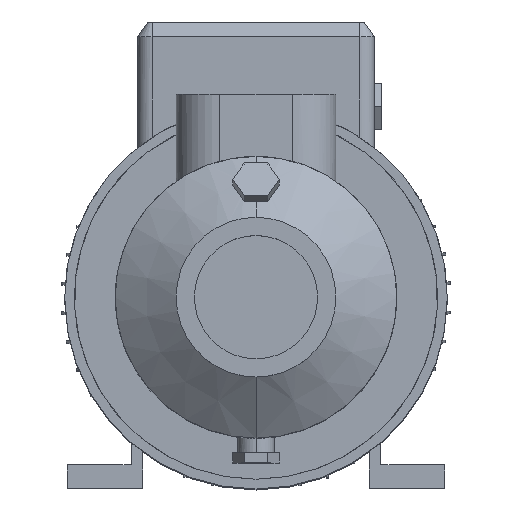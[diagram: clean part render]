
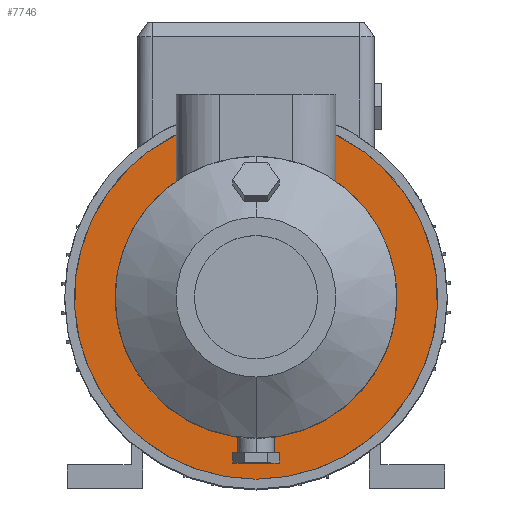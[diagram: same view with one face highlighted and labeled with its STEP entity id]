
A CAD part, top view. The second image highlights one B-rep face of the part: STEP entity #7746.
In plain terms, the highlighted planar face has unit normal (0, 0, 1).
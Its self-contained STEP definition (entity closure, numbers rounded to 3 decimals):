
#279 = DIRECTION ( 'NONE',  ( 0., 0., 1. ) ) ;
#494 = VERTEX_POINT ( 'NONE', #8329 ) ;
#736 = CARTESIAN_POINT ( 'NONE',  ( 0., 0., -58. ) ) ;
#1529 = CIRCLE ( 'NONE', #6546, 97. ) ;
#1549 = VERTEX_POINT ( 'NONE', #9682 ) ;
#1698 = DIRECTION ( 'NONE',  ( 0., 1., 0. ) ) ;
#1742 = AXIS2_PLACEMENT_3D ( 'NONE', #6975, #5924, #9472 ) ;
#2503 = EDGE_CURVE ( 'NONE', #11418, #1549, #1529, .T. ) ;
#2542 = CARTESIAN_POINT ( 'NONE',  ( 55., 79.9, -58. ) ) ;
#2721 = DIRECTION ( 'NONE',  ( 0., 0., -1. ) ) ;
#3061 = EDGE_LOOP ( 'NONE', ( #6485, #3441, #5353, #5918, #9522, #10231 ) ) ;
#3212 = EDGE_CURVE ( 'NONE', #4605, #3828, #3406, .T. ) ;
#3363 = DIRECTION ( 'NONE',  ( 0., 1., 0. ) ) ;
#3406 = CIRCLE ( 'NONE', #9895, 125. ) ;
#3441 = ORIENTED_EDGE ( 'NONE', *, *, #5358, .F. ) ;
#3708 = CARTESIAN_POINT ( 'NONE',  ( 55., 112.25, -58. ) ) ;
#3828 = VERTEX_POINT ( 'NONE', #6576 ) ;
#3957 = VECTOR ( 'NONE', #3363, 1000. ) ;
#4179 = CARTESIAN_POINT ( 'NONE',  ( 0., 0., -58. ) ) ;
#4418 = EDGE_CURVE ( 'NONE', #1549, #494, #7727, .T. ) ;
#4605 = VERTEX_POINT ( 'NONE', #3708 ) ;
#4612 = CARTESIAN_POINT ( 'NONE',  ( 55., -131.702, -58. ) ) ;
#4937 = CARTESIAN_POINT ( 'NONE',  ( -55., -131.702, -58. ) ) ;
#5042 = CARTESIAN_POINT ( 'NONE',  ( 0., -97., -58. ) ) ;
#5139 = AXIS2_PLACEMENT_3D ( 'NONE', #5308, #279, #7866 ) ;
#5308 = CARTESIAN_POINT ( 'NONE',  ( 0., 97., -58. ) ) ;
#5353 = ORIENTED_EDGE ( 'NONE', *, *, #9055, .T. ) ;
#5358 = EDGE_CURVE ( 'NONE', #9792, #4605, #9084, .T. ) ;
#5477 = DIRECTION ( 'NONE',  ( 0., 1., 0. ) ) ;
#5552 = EDGE_CURVE ( 'NONE', #3828, #494, #6758, .T. ) ;
#5918 = ORIENTED_EDGE ( 'NONE', *, *, #2503, .T. ) ;
#5924 = DIRECTION ( 'NONE',  ( 0., 0., -1. ) ) ;
#6033 = DIRECTION ( 'NONE',  ( 0., 1., 0. ) ) ;
#6261 = DIRECTION ( 'NONE',  ( 0., 1., 0. ) ) ;
#6485 = ORIENTED_EDGE ( 'NONE', *, *, #3212, .F. ) ;
#6546 = AXIS2_PLACEMENT_3D ( 'NONE', #4179, #10209, #6033 ) ;
#6576 = CARTESIAN_POINT ( 'NONE',  ( 0., -125., -58. ) ) ;
#6758 = CIRCLE ( 'NONE', #1742, 125. ) ;
#6975 = CARTESIAN_POINT ( 'NONE',  ( 0., 0., -58. ) ) ;
#7021 = CIRCLE ( 'NONE', #9614, 97. ) ;
#7727 = LINE ( 'NONE', #4937, #3957 ) ;
#7746 = ADVANCED_FACE ( 'NONE', ( #8738 ), #9937, .T. ) ;
#7866 = DIRECTION ( 'NONE',  ( 0., -1., 0. ) ) ;
#7870 = VECTOR ( 'NONE', #5477, 1000. ) ;
#8329 = CARTESIAN_POINT ( 'NONE',  ( -55., 112.25, -58. ) ) ;
#8738 = FACE_OUTER_BOUND ( 'NONE', #3061, .T. ) ;
#8912 = CARTESIAN_POINT ( 'NONE',  ( 0., 0., -58. ) ) ;
#9025 = DIRECTION ( 'NONE',  ( 0., 0., -1. ) ) ;
#9055 = EDGE_CURVE ( 'NONE', #9792, #11418, #7021, .T. ) ;
#9084 = LINE ( 'NONE', #4612, #7870 ) ;
#9472 = DIRECTION ( 'NONE',  ( 0., 1., 0. ) ) ;
#9522 = ORIENTED_EDGE ( 'NONE', *, *, #4418, .T. ) ;
#9614 = AXIS2_PLACEMENT_3D ( 'NONE', #8912, #9025, #1698 ) ;
#9682 = CARTESIAN_POINT ( 'NONE',  ( -55., 79.9, -58. ) ) ;
#9792 = VERTEX_POINT ( 'NONE', #2542 ) ;
#9895 = AXIS2_PLACEMENT_3D ( 'NONE', #736, #2721, #6261 ) ;
#9937 = PLANE ( 'NONE',  #5139 ) ;
#10209 = DIRECTION ( 'NONE',  ( 0., 0., -1. ) ) ;
#10231 = ORIENTED_EDGE ( 'NONE', *, *, #5552, .F. ) ;
#11418 = VERTEX_POINT ( 'NONE', #5042 ) ;
